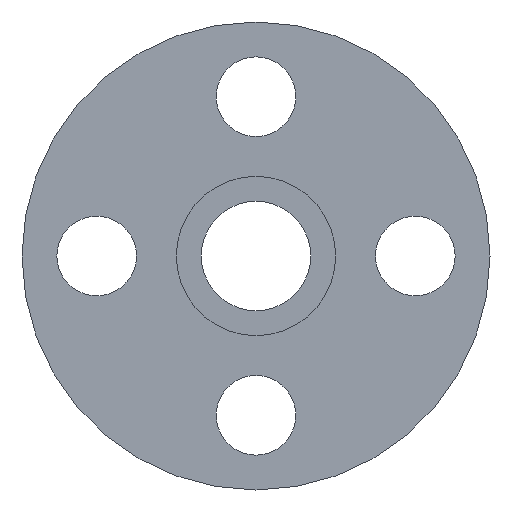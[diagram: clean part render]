
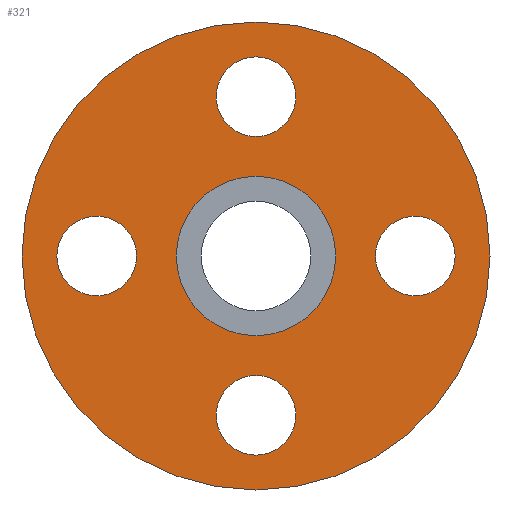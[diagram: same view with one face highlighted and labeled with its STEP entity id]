
A CAD part, left-side view. The second image highlights one B-rep face of the part: STEP entity #321.
In plain terms, the highlighted planar face has unit normal (-1, 0, 0).
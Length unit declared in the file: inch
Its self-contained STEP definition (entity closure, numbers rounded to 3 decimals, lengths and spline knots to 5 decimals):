
#1 = DIRECTION ( 'NONE',  ( -1., 0., 0. ) ) ;
#3 = VERTEX_POINT ( 'NONE', #560 ) ;
#6 = EDGE_CURVE ( 'NONE', #363, #589, #755, .T. ) ;
#15 = CARTESIAN_POINT ( 'NONE',  ( 0.10586, 0., 0. ) ) ;
#28 = DIRECTION ( 'NONE',  ( -1., 0., 0. ) ) ;
#31 = CARTESIAN_POINT ( 'NONE',  ( 0.10586, 0., -2. ) ) ;
#45 = CIRCLE ( 'NONE', #387, 1. ) ;
#47 = CARTESIAN_POINT ( 'NONE',  ( 0.10586, 0., 1.5 ) ) ;
#54 = ORIENTED_EDGE ( 'NONE', *, *, #520, .F. ) ;
#60 = EDGE_CURVE ( 'NONE', #184, #232, #45, .T. ) ;
#74 = CARTESIAN_POINT ( 'NONE',  ( 0.10586, 0., 0. ) ) ;
#85 = CARTESIAN_POINT ( 'NONE',  ( 0.10586, 0., -2.9375 ) ) ;
#99 = ORIENTED_EDGE ( 'NONE', *, *, #390, .F. ) ;
#108 = EDGE_CURVE ( 'NONE', #508, #227, #608, .T. ) ;
#121 = ORIENTED_EDGE ( 'NONE', *, *, #685, .T. ) ;
#128 = DIRECTION ( 'NONE',  ( 0., 0., 1. ) ) ;
#137 = CARTESIAN_POINT ( 'NONE',  ( 0.10586, 0., 0. ) ) ;
#146 = DIRECTION ( 'NONE',  ( 0., 0., 1. ) ) ;
#160 = CARTESIAN_POINT ( 'NONE',  ( 0.10586, 2., 0. ) ) ;
#164 = CIRCLE ( 'NONE', #218, 1. ) ;
#170 = FACE_BOUND ( 'NONE', #471, .T. ) ;
#175 = AXIS2_PLACEMENT_3D ( 'NONE', #196, #28, #328 ) ;
#184 = VERTEX_POINT ( 'NONE', #403 ) ;
#196 = CARTESIAN_POINT ( 'NONE',  ( 0.10586, 0., 2. ) ) ;
#204 = CARTESIAN_POINT ( 'NONE',  ( 0.10586, 0., 1. ) ) ;
#209 = DIRECTION ( 'NONE',  ( -1., 0., 0. ) ) ;
#212 = DIRECTION ( 'NONE',  ( -1., 0., 0. ) ) ;
#218 = AXIS2_PLACEMENT_3D ( 'NONE', #730, #677, #146 ) ;
#225 = DIRECTION ( 'NONE',  ( -1., 0., 0. ) ) ;
#227 = VERTEX_POINT ( 'NONE', #739 ) ;
#231 = CARTESIAN_POINT ( 'NONE',  ( 0.10586, 0., -2. ) ) ;
#232 = VERTEX_POINT ( 'NONE', #204 ) ;
#234 = AXIS2_PLACEMENT_3D ( 'NONE', #285, #373, #601 ) ;
#236 = ORIENTED_EDGE ( 'NONE', *, *, #239, .F. ) ;
#237 = DIRECTION ( 'NONE',  ( 0., 0., 1. ) ) ;
#239 = EDGE_CURVE ( 'NONE', #288, #3, #366, .T. ) ;
#245 = FACE_BOUND ( 'NONE', #629, .T. ) ;
#250 = AXIS2_PLACEMENT_3D ( 'NONE', #465, #209, #335 ) ;
#282 = AXIS2_PLACEMENT_3D ( 'NONE', #160, #747, #453 ) ;
#285 = CARTESIAN_POINT ( 'NONE',  ( 0.10586, 0., 0. ) ) ;
#288 = VERTEX_POINT ( 'NONE', #627 ) ;
#292 = FACE_BOUND ( 'NONE', #742, .T. ) ;
#300 = ORIENTED_EDGE ( 'NONE', *, *, #578, .F. ) ;
#310 = FACE_BOUND ( 'NONE', #700, .T. ) ;
#313 = AXIS2_PLACEMENT_3D ( 'NONE', #15, #374, #237 ) ;
#317 = CARTESIAN_POINT ( 'NONE',  ( 0.10586, -2., 0. ) ) ;
#321 = ADVANCED_FACE ( 'NONE', ( #292, #310, #652, #170, #413, #245 ), #604, .T. ) ;
#324 = CIRCLE ( 'NONE', #588, 0.5 ) ;
#328 = DIRECTION ( 'NONE',  ( 0., -1., 0. ) ) ;
#332 = CARTESIAN_POINT ( 'NONE',  ( 0.10586, -2., 0. ) ) ;
#335 = DIRECTION ( 'NONE',  ( 0., -1., 0. ) ) ;
#343 = VERTEX_POINT ( 'NONE', #646 ) ;
#354 = ORIENTED_EDGE ( 'NONE', *, *, #732, .T. ) ;
#357 = ORIENTED_EDGE ( 'NONE', *, *, #445, .F. ) ;
#359 = CARTESIAN_POINT ( 'NONE',  ( 0.10586, 2., 0. ) ) ;
#363 = VERTEX_POINT ( 'NONE', #662 ) ;
#366 = CIRCLE ( 'NONE', #282, 0.5 ) ;
#370 = DIRECTION ( 'NONE',  ( 0., 0., 1. ) ) ;
#372 = DIRECTION ( 'NONE',  ( -1., 0., 0. ) ) ;
#373 = DIRECTION ( 'NONE',  ( -1., 0., 0. ) ) ;
#374 = DIRECTION ( 'NONE',  ( -1., 0., 0. ) ) ;
#387 = AXIS2_PLACEMENT_3D ( 'NONE', #137, #372, #504 ) ;
#390 = EDGE_CURVE ( 'NONE', #589, #363, #683, .T. ) ;
#403 = CARTESIAN_POINT ( 'NONE',  ( 0.10586, 0., -1. ) ) ;
#411 = CARTESIAN_POINT ( 'NONE',  ( 0.10586, 0., 2.5 ) ) ;
#412 = EDGE_LOOP ( 'NONE', ( #99, #594 ) ) ;
#413 = FACE_OUTER_BOUND ( 'NONE', #681, .T. ) ;
#442 = DIRECTION ( 'NONE',  ( 0., 1., 0. ) ) ;
#444 = CIRCLE ( 'NONE', #250, 0.5 ) ;
#445 = EDGE_CURVE ( 'NONE', #675, #759, #562, .T. ) ;
#452 = ORIENTED_EDGE ( 'NONE', *, *, #108, .F. ) ;
#453 = DIRECTION ( 'NONE',  ( 0., 0., 1. ) ) ;
#457 = VERTEX_POINT ( 'NONE', #85 ) ;
#465 = CARTESIAN_POINT ( 'NONE',  ( 0.10586, 0., 2. ) ) ;
#471 = EDGE_LOOP ( 'NONE', ( #236, #577 ) ) ;
#480 = DIRECTION ( 'NONE',  ( -1., 0., 0. ) ) ;
#482 = CIRCLE ( 'NONE', #506, 2.9375 ) ;
#504 = DIRECTION ( 'NONE',  ( 0., 0., 1. ) ) ;
#506 = AXIS2_PLACEMENT_3D ( 'NONE', #74, #225, #370 ) ;
#508 = VERTEX_POINT ( 'NONE', #564 ) ;
#520 = EDGE_CURVE ( 'NONE', #232, #184, #164, .T. ) ;
#531 = ORIENTED_EDGE ( 'NONE', *, *, #566, .F. ) ;
#548 = DIRECTION ( 'NONE',  ( -1., 0., 0. ) ) ;
#560 = CARTESIAN_POINT ( 'NONE',  ( 0.10586, 2., -0.5 ) ) ;
#562 = CIRCLE ( 'NONE', #175, 0.5 ) ;
#563 = AXIS2_PLACEMENT_3D ( 'NONE', #359, #1, #128 ) ;
#564 = CARTESIAN_POINT ( 'NONE',  ( 0.10586, -2., -0.5 ) ) ;
#566 = EDGE_CURVE ( 'NONE', #227, #508, #324, .T. ) ;
#569 = DIRECTION ( 'NONE',  ( 0., 0., -1. ) ) ;
#577 = ORIENTED_EDGE ( 'NONE', *, *, #753, .F. ) ;
#578 = EDGE_CURVE ( 'NONE', #759, #675, #444, .T. ) ;
#588 = AXIS2_PLACEMENT_3D ( 'NONE', #332, #212, #569 ) ;
#589 = VERTEX_POINT ( 'NONE', #745 ) ;
#594 = ORIENTED_EDGE ( 'NONE', *, *, #6, .F. ) ;
#601 = DIRECTION ( 'NONE',  ( 0., 0., 1. ) ) ;
#603 = DIRECTION ( 'NONE',  ( -1., 0., 0. ) ) ;
#604 = PLANE ( 'NONE',  #313 ) ;
#608 = CIRCLE ( 'NONE', #644, 0.5 ) ;
#612 = DIRECTION ( 'NONE',  ( 0., 0., -1. ) ) ;
#627 = CARTESIAN_POINT ( 'NONE',  ( 0.10586, 2., 0.5 ) ) ;
#629 = EDGE_LOOP ( 'NONE', ( #54, #640 ) ) ;
#640 = ORIENTED_EDGE ( 'NONE', *, *, #60, .F. ) ;
#644 = AXIS2_PLACEMENT_3D ( 'NONE', #317, #548, #612 ) ;
#646 = CARTESIAN_POINT ( 'NONE',  ( 0.10586, 0., 2.9375 ) ) ;
#648 = CIRCLE ( 'NONE', #234, 2.9375 ) ;
#652 = FACE_BOUND ( 'NONE', #412, .T. ) ;
#662 = CARTESIAN_POINT ( 'NONE',  ( 0.10586, 0., -2.5 ) ) ;
#671 = AXIS2_PLACEMENT_3D ( 'NONE', #31, #603, #442 ) ;
#672 = AXIS2_PLACEMENT_3D ( 'NONE', #231, #480, #719 ) ;
#675 = VERTEX_POINT ( 'NONE', #47 ) ;
#677 = DIRECTION ( 'NONE',  ( -1., 0., 0. ) ) ;
#681 = EDGE_LOOP ( 'NONE', ( #354, #121 ) ) ;
#683 = CIRCLE ( 'NONE', #672, 0.5 ) ;
#685 = EDGE_CURVE ( 'NONE', #457, #343, #482, .T. ) ;
#694 = CIRCLE ( 'NONE', #563, 0.5 ) ;
#700 = EDGE_LOOP ( 'NONE', ( #531, #452 ) ) ;
#719 = DIRECTION ( 'NONE',  ( 0., 1., 0. ) ) ;
#730 = CARTESIAN_POINT ( 'NONE',  ( 0.10586, 0., 0. ) ) ;
#732 = EDGE_CURVE ( 'NONE', #343, #457, #648, .T. ) ;
#739 = CARTESIAN_POINT ( 'NONE',  ( 0.10586, -2., 0.5 ) ) ;
#742 = EDGE_LOOP ( 'NONE', ( #300, #357 ) ) ;
#745 = CARTESIAN_POINT ( 'NONE',  ( 0.10586, 0., -1.5 ) ) ;
#747 = DIRECTION ( 'NONE',  ( -1., 0., 0. ) ) ;
#753 = EDGE_CURVE ( 'NONE', #3, #288, #694, .T. ) ;
#755 = CIRCLE ( 'NONE', #671, 0.5 ) ;
#759 = VERTEX_POINT ( 'NONE', #411 ) ;
